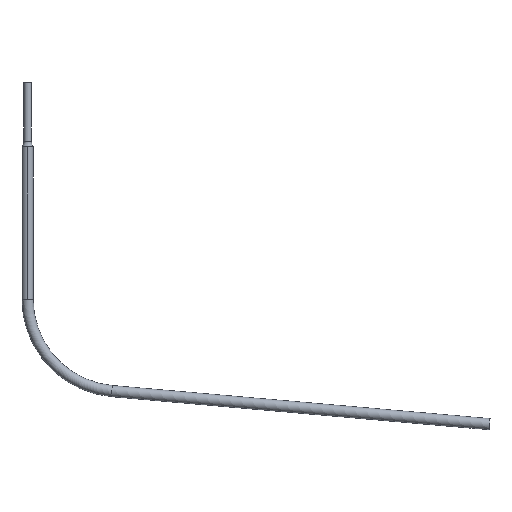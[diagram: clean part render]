
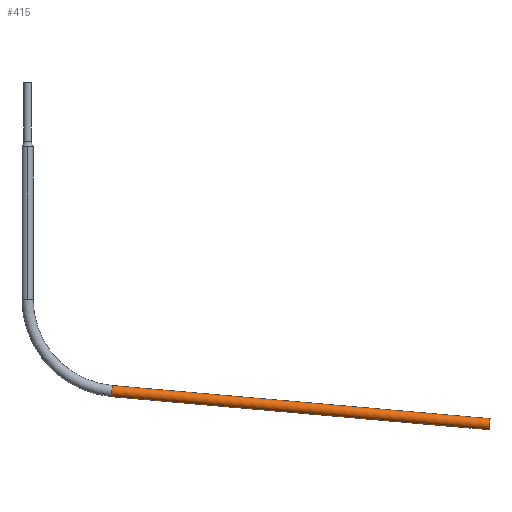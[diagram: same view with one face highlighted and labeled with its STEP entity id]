
A CAD part, top view. The second image highlights one B-rep face of the part: STEP entity #415.
In plain terms, the highlighted cylindrical face has radius 30.15 mm (diameter 60.3 mm), a partial arc.
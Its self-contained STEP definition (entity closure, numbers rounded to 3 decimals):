
#120 = ORIENTED_EDGE ( 'NONE', *, *, #1314, .F. ) ;
#191 = ORIENTED_EDGE ( 'NONE', *, *, #195, .T. ) ;
#195 = EDGE_CURVE ( 'NONE', #564, #885, #573, .T. ) ;
#245 = VERTEX_POINT ( 'NONE', #1078 ) ;
#268 = LINE ( 'NONE', #1076, #980 ) ;
#287 = LINE ( 'NONE', #528, #1390 ) ;
#303 = AXIS2_PLACEMENT_3D ( 'NONE', #883, #1130, #1000 ) ;
#332 = DIRECTION ( 'NONE',  ( -0.087, 0., 0.996 ) ) ;
#386 = AXIS2_PLACEMENT_3D ( 'NONE', #1482, #1226, #1220 ) ;
#415 = ADVANCED_FACE ( 'NONE', ( #999 ), #1344, .T. ) ;
#437 = CARTESIAN_POINT ( 'NONE',  ( 456.422, 0., 1321.21 ) ) ;
#509 = ORIENTED_EDGE ( 'NONE', *, *, #626, .F. ) ;
#528 = CARTESIAN_POINT ( 'NONE',  ( 453.794, 0., 1351.245 ) ) ;
#542 = CARTESIAN_POINT ( 'NONE',  ( 2502.628, 0., 1469.965 ) ) ;
#564 = VERTEX_POINT ( 'NONE', #892 ) ;
#573 = CIRCLE ( 'NONE', #1497, 30.15 ) ;
#626 = EDGE_CURVE ( 'NONE', #564, #1448, #268, .T. ) ;
#691 = ORIENTED_EDGE ( 'NONE', *, *, #1318, .T. ) ;
#818 = CARTESIAN_POINT ( 'NONE',  ( 453.794, 0., 1351.245 ) ) ;
#883 = CARTESIAN_POINT ( 'NONE',  ( 2500., 0., 1500. ) ) ;
#885 = VERTEX_POINT ( 'NONE', #818 ) ;
#892 = CARTESIAN_POINT ( 'NONE',  ( 459.05, 0., 1291.175 ) ) ;
#906 = DIRECTION ( 'NONE',  ( 0.996, 0., 0.087 ) ) ;
#980 = VECTOR ( 'NONE', #1215, 1000. ) ;
#981 = CIRCLE ( 'NONE', #303, 30.15 ) ;
#999 = FACE_OUTER_BOUND ( 'NONE', #1361, .T. ) ;
#1000 = DIRECTION ( 'NONE',  ( -0.087, 0., 0.996 ) ) ;
#1076 = CARTESIAN_POINT ( 'NONE',  ( 459.05, 0., 1291.175 ) ) ;
#1078 = CARTESIAN_POINT ( 'NONE',  ( 2497.372, 0., 1530.035 ) ) ;
#1130 = DIRECTION ( 'NONE',  ( 0.996, 0., 0.087 ) ) ;
#1215 = DIRECTION ( 'NONE',  ( 0.996, 0., 0.087 ) ) ;
#1220 = DIRECTION ( 'NONE',  ( -0.087, 0., 0.996 ) ) ;
#1226 = DIRECTION ( 'NONE',  ( 0.996, 0., 0.087 ) ) ;
#1314 = EDGE_CURVE ( 'NONE', #1448, #245, #981, .T. ) ;
#1318 = EDGE_CURVE ( 'NONE', #885, #245, #287, .T. ) ;
#1344 = CYLINDRICAL_SURFACE ( 'NONE', #386, 30.15 ) ;
#1361 = EDGE_LOOP ( 'NONE', ( #509, #191, #691, #120 ) ) ;
#1368 = DIRECTION ( 'NONE',  ( 0.996, 0., 0.087 ) ) ;
#1390 = VECTOR ( 'NONE', #1368, 1000. ) ;
#1448 = VERTEX_POINT ( 'NONE', #542 ) ;
#1482 = CARTESIAN_POINT ( 'NONE',  ( 456.422, 0., 1321.21 ) ) ;
#1497 = AXIS2_PLACEMENT_3D ( 'NONE', #437, #906, #332 ) ;
